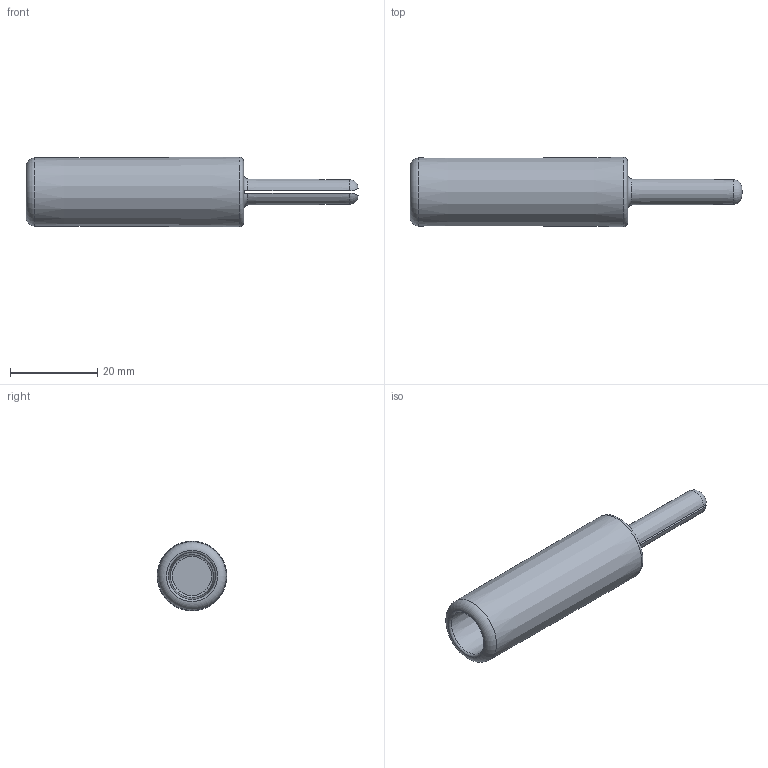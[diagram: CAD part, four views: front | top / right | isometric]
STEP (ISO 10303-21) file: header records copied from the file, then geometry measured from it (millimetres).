
FILE_DESCRIPTION(/* description */ ('Unknown'),/* implementation_level */ '2;1');
FILE_NAME(/* name */ '765706000',/* time_stamp */ '2022-08-30T11:20:59+02:00',/* author */ ('Unknown'),/* organization */ ('Unknown'),/* preprocessor_version */ 'ST-DEVELOPER v16.7',/* originating_system */ 'DEX',/* authorisation */ $);
FILE_SCHEMA (('AUTOMOTIVE_DESIGN {1 0 10303 214 3 1 1}'));
Length unit declared in the file: millimetre
Products named in the file (1): 0003777
Bounding box: 76.3 x 15.99 x 15.99 mm (x, y, z)
Volume: 6681.3 mm3; surface area: 4954.7 mm2
Topology: 1 solids, 1 shells, 21 faces, 50 edges, 32 vertices
Faces by surface type: plane 8, torus 8, cone 4, cylinder 1
Entity records: 604 total; most frequent: CARTESIAN_POINT 156, ORIENTED_EDGE 82, DIRECTION 80, EDGE_CURVE 41, AXIS2_PLACEMENT_3D 37, VERTEX_POINT 29, EDGE_LOOP 28, FACE_BOUND 28
